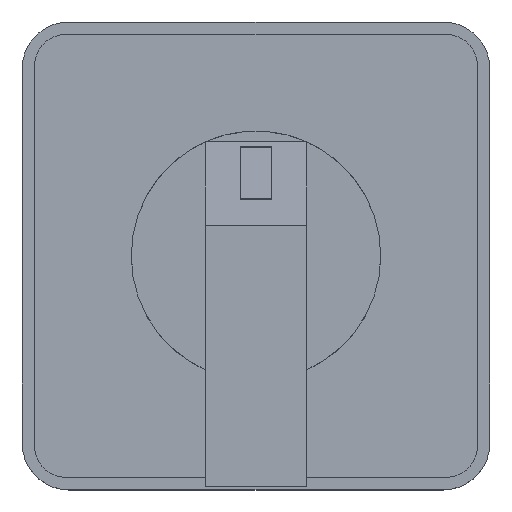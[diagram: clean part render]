
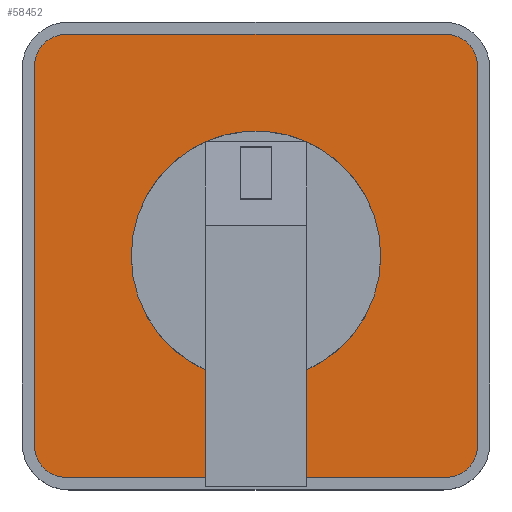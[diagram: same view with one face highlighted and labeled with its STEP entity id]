
A CAD part, top view. The second image highlights one B-rep face of the part: STEP entity #58452.
In plain terms, the highlighted planar face has unit normal (0, 0, 1).
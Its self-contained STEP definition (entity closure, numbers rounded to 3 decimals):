
#58233=CARTESIAN_POINT('',(2.,26.4,0.7));
#58234=DIRECTION('',(0.,0.,1.));
#58235=DIRECTION('',(0.,1.,0.));
#58236=AXIS2_PLACEMENT_3D('',#58233,#58234,#58235);
#58238=DIRECTION('',(-1.,0.,0.));
#58239=VECTOR('',#58238,24.4);
#58240=CARTESIAN_POINT('',(26.4,28.4,0.7));
#58241=LINE('',#58240,#58239);
#58242=CARTESIAN_POINT('',(26.4,26.4,0.7));
#58243=DIRECTION('',(0.,0.,1.));
#58244=DIRECTION('',(1.,0.,0.));
#58245=AXIS2_PLACEMENT_3D('',#58242,#58243,#58244);
#58247=DIRECTION('',(0.,1.,0.));
#58248=VECTOR('',#58247,24.4);
#58249=CARTESIAN_POINT('',(28.4,2.,0.7));
#58250=LINE('',#58249,#58248);
#58251=CARTESIAN_POINT('',(26.4,2.,0.7));
#58252=DIRECTION('',(0.,0.,1.));
#58253=DIRECTION('',(0.,-1.,0.));
#58254=AXIS2_PLACEMENT_3D('',#58251,#58252,#58253);
#58256=DIRECTION('',(1.,0.,0.));
#58257=VECTOR('',#58256,24.4);
#58258=CARTESIAN_POINT('',(2.,0.,0.7));
#58259=LINE('',#58258,#58257);
#58260=CARTESIAN_POINT('',(2.,2.,0.7));
#58261=DIRECTION('',(0.,0.,1.));
#58262=DIRECTION('',(-1.,0.,0.));
#58263=AXIS2_PLACEMENT_3D('',#58260,#58261,#58262);
#58265=DIRECTION('',(0.,-1.,0.));
#58266=VECTOR('',#58265,24.4);
#58267=CARTESIAN_POINT('',(0.,26.4,0.7));
#58268=LINE('',#58267,#58266);
#58273=CARTESIAN_POINT('',(2.,28.4,0.7));
#58274=VERTEX_POINT('',#58273);
#58275=CARTESIAN_POINT('',(0.,26.4,0.7));
#58276=VERTEX_POINT('',#58275);
#58281=CARTESIAN_POINT('',(28.4,26.4,0.7));
#58282=VERTEX_POINT('',#58281);
#58283=CARTESIAN_POINT('',(26.4,28.4,0.7));
#58284=VERTEX_POINT('',#58283);
#58289=CARTESIAN_POINT('',(26.4,0.,0.7));
#58290=VERTEX_POINT('',#58289);
#58291=CARTESIAN_POINT('',(28.4,2.,0.7));
#58292=VERTEX_POINT('',#58291);
#58297=CARTESIAN_POINT('',(0.,2.,0.7));
#58298=VERTEX_POINT('',#58297);
#58299=CARTESIAN_POINT('',(2.,0.,0.7));
#58300=VERTEX_POINT('',#58299);
#58437=CARTESIAN_POINT('',(0.,0.,0.7));
#58438=DIRECTION('',(0.,0.,1.));
#58439=DIRECTION('',(1.,0.,0.));
#58440=AXIS2_PLACEMENT_3D('',#58437,#58438,#58439);
#58441=PLANE('',#58440);
#58442=ORIENTED_EDGE('',*,*,#58333,.F.);
#58443=ORIENTED_EDGE('',*,*,#58349,.F.);
#58444=ORIENTED_EDGE('',*,*,#58362,.F.);
#58445=ORIENTED_EDGE('',*,*,#58377,.F.);
#58446=ORIENTED_EDGE('',*,*,#58390,.F.);
#58447=ORIENTED_EDGE('',*,*,#58405,.F.);
#58448=ORIENTED_EDGE('',*,*,#58418,.F.);
#58449=ORIENTED_EDGE('',*,*,#58430,.F.);
#58450=EDGE_LOOP('',(#58442,#58443,#58444,#58445,#58446,#58447,#58448,#58449));
#58451=FACE_OUTER_BOUND('',#58450,.F.);
#58237=CIRCLE('',#58236,2.);
#58246=CIRCLE('',#58245,2.);
#58255=CIRCLE('',#58254,2.);
#58264=CIRCLE('',#58263,2.);
#58333=EDGE_CURVE('',#58274,#58276,#58237,.T.);
#58349=EDGE_CURVE('',#58284,#58274,#58241,.T.);
#58362=EDGE_CURVE('',#58282,#58284,#58246,.T.);
#58377=EDGE_CURVE('',#58292,#58282,#58250,.T.);
#58390=EDGE_CURVE('',#58290,#58292,#58255,.T.);
#58405=EDGE_CURVE('',#58300,#58290,#58259,.T.);
#58418=EDGE_CURVE('',#58298,#58300,#58264,.T.);
#58430=EDGE_CURVE('',#58276,#58298,#58268,.T.);
#58452=ADVANCED_FACE('',(#58451),#58441,.T.);
